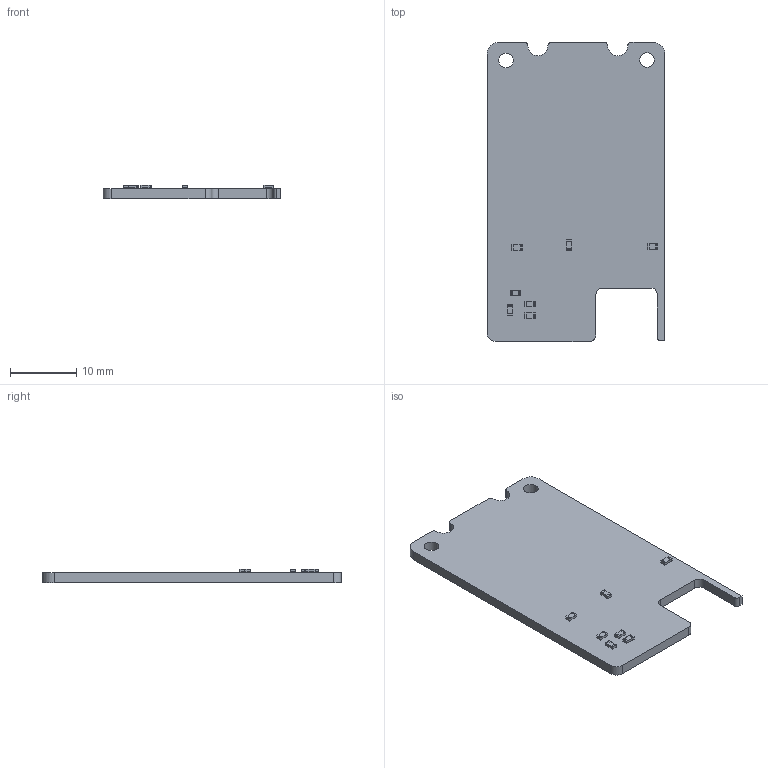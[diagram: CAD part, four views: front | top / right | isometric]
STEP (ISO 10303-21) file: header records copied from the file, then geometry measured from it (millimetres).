
FILE_DESCRIPTION(('KiCad electronic assembly'),'2;1');
FILE_NAME('Mothbeam-v5.0.1.step','2025-07-14T15:54:03',('Pcbnew'),( 'Kicad'),'Open CASCADE STEP processor 7.6','KiCad to STEP converter' ,'Unknown');
FILE_SCHEMA(('AUTOMOTIVE_DESIGN { 1 0 10303 214 1 1 1 1 }'));
Length unit declared in the file: millimetre
Products named in the file (4): Mothbeam-v5.0.1 1; R_0603_1608Metric; SOT-23-6_L2.9-W1.6-H1.5-LS2.8-P0.95; Mothbeam_PCB
Assembly tree (11 placements, depth 2):
  Mothbeam-v5.0.1 1
    R_0603_1608Metric  x7
    SOT-23-6_L2.9-W1.6-H1.5-LS2.8-P0.95  x3
    Mothbeam_PCB
Bounding box: 26.76 x 45.01 x 2.04 mm (x, y, z)
Volume: 1680.4 mm3; surface area: 2516.7 mm2
Topology: 8 solids, 8 shells, 211 faces, 557 edges, 362 vertices
Faces by surface type: plane 140, cylinder 71
Full cylindrical faces by diameter (mm): 2.2 x2
Entity records: 1880 total; most frequent: DIRECTION 329, CARTESIAN_POINT 314, ORIENTED_EDGE 298, EDGE_CURVE 149, AXIS2_PLACEMENT_3D 113, LINE 103, VECTOR 103, VERTEX_POINT 98
